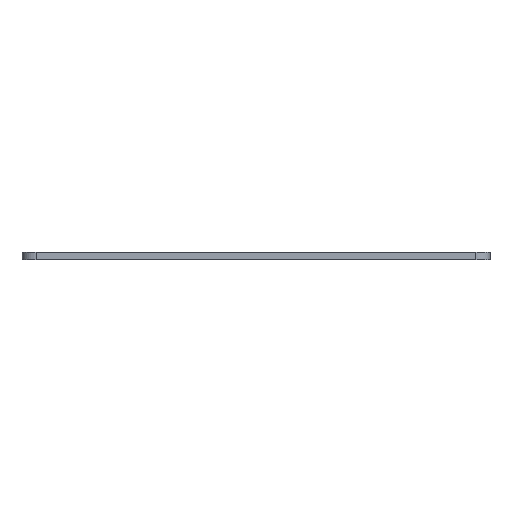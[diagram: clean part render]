
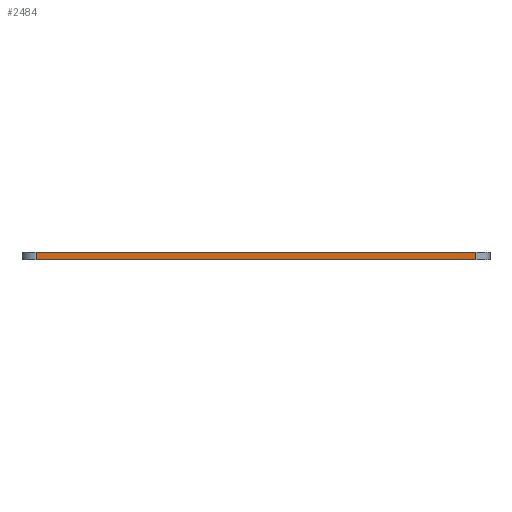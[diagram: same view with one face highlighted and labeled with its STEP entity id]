
A CAD part, front view. The second image highlights one B-rep face of the part: STEP entity #2484.
In plain terms, the highlighted planar face has unit normal (0, -1, 0).
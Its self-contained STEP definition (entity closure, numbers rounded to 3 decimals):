
#163 = VERTEX_POINT('',#164);
#164 = CARTESIAN_POINT('',(33.,-90.,0.));
#171 = EDGE_CURVE('',#172,#163,#174,.T.);
#172 = VERTEX_POINT('',#173);
#173 = CARTESIAN_POINT('',(127.,-90.,0.));
#174 = LINE('',#175,#176);
#175 = CARTESIAN_POINT('',(127.,-90.,0.));
#176 = VECTOR('',#177,1.);
#177 = DIRECTION('',(-1.,0.,0.));
#1310 = VERTEX_POINT('',#1311);
#1311 = CARTESIAN_POINT('',(33.,-90.,1.51));
#1318 = EDGE_CURVE('',#1319,#1310,#1321,.T.);
#1319 = VERTEX_POINT('',#1320);
#1320 = CARTESIAN_POINT('',(127.,-90.,1.51));
#1321 = LINE('',#1322,#1323);
#1322 = CARTESIAN_POINT('',(127.,-90.,1.51));
#1323 = VECTOR('',#1324,1.);
#1324 = DIRECTION('',(-1.,0.,0.));
#2456 = EDGE_CURVE('',#172,#1319,#2457,.T.);
#2457 = LINE('',#2458,#2459);
#2458 = CARTESIAN_POINT('',(127.,-90.,0.));
#2459 = VECTOR('',#2460,1.);
#2460 = DIRECTION('',(0.,0.,1.));
#2484 = ADVANCED_FACE('',(#2485),#2496,.T.);
#2485 = FACE_BOUND('',#2486,.T.);
#2486 = EDGE_LOOP('',(#2487,#2488,#2489,#2495));
#2487 = ORIENTED_EDGE('',*,*,#2456,.T.);
#2488 = ORIENTED_EDGE('',*,*,#1318,.T.);
#2489 = ORIENTED_EDGE('',*,*,#2490,.F.);
#2490 = EDGE_CURVE('',#163,#1310,#2491,.T.);
#2491 = LINE('',#2492,#2493);
#2492 = CARTESIAN_POINT('',(33.,-90.,0.));
#2493 = VECTOR('',#2494,1.);
#2494 = DIRECTION('',(0.,0.,1.));
#2495 = ORIENTED_EDGE('',*,*,#171,.F.);
#2496 = PLANE('',#2497);
#2497 = AXIS2_PLACEMENT_3D('',#2498,#2499,#2500);
#2498 = CARTESIAN_POINT('',(127.,-90.,0.));
#2499 = DIRECTION('',(0.,-1.,0.));
#2500 = DIRECTION('',(-1.,0.,0.));
